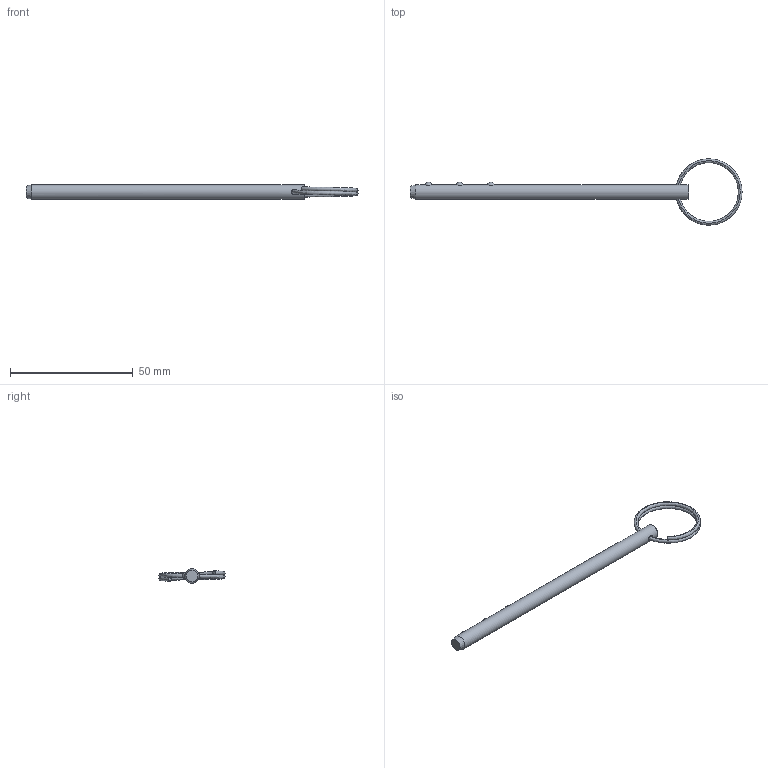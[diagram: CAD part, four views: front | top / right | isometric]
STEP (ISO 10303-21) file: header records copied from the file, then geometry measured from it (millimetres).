
FILE_DESCRIPTION(/* description */ (''),/* implementation_level */ '2;1');
FILE_NAME(/* name */ 'am-1489.stp',/* time_stamp */ '2019-11-26T12:04:47-08:00',/* author */ ('Phillips Lenovo'),/* organization */ ('Autodesk Inc.'),/* preprocessor_version */ 'ST-DEVELOPER v18',/* originating_system */ 'Autodesk Inventor 2020',/* authorisation */ '');
FILE_SCHEMA (('AUTOMOTIVE_DESIGN { 1 0 10303 214 3 1 1 }'));
Length unit declared in the file: millimetre
Products named in the file (1): am-1489
Bounding box: 135.07 x 26.92 x 6 mm (x, y, z)
Volume: 3379.8 mm3; surface area: 3039.4 mm2
Topology: 5 solids, 5 shells, 24 faces, 51 edges, 37 vertices
Faces by surface type: plane 10, cylinder 5, bspline 4, sphere 3, cone 2
Full cylindrical faces by diameter (mm): 2.4 x1, 3.2 x3, 6 x1
Entity records: 1313 total; most frequent: CARTESIAN_POINT 750, DIRECTION 107, ORIENTED_EDGE 96, AXIS2_PLACEMENT_3D 50, EDGE_CURVE 48, VERTEX_POINT 37, EDGE_LOOP 29, CIRCLE 29
